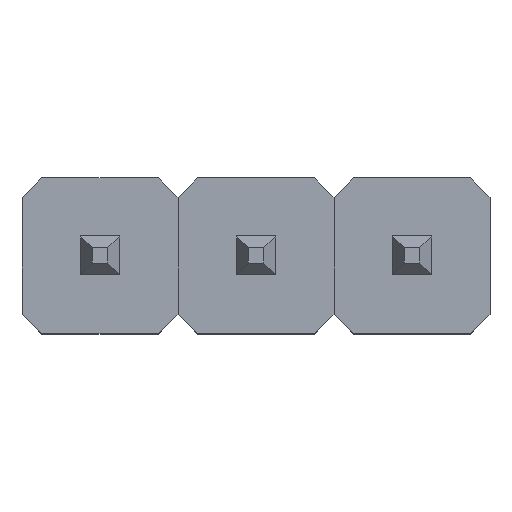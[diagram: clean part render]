
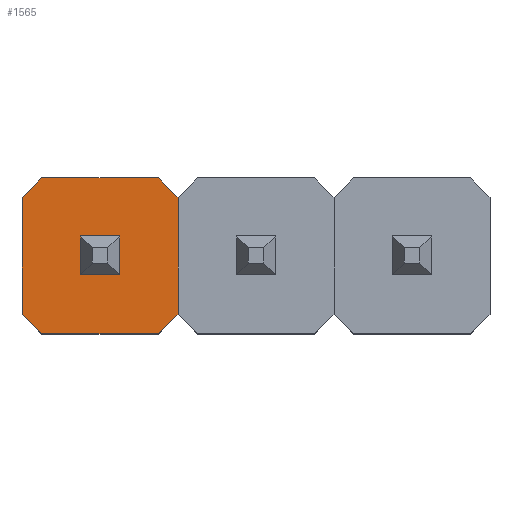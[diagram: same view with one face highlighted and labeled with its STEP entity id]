
A CAD part, top view. The second image highlights one B-rep face of the part: STEP entity #1565.
In plain terms, the highlighted planar face has unit normal (0, 0, 1).
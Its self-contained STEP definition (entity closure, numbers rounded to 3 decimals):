
#16=FACE_BOUND($,#156,.T.);
#59=FACE_OUTER_BOUND($,#155,.T.);
#155=EDGE_LOOP($,(#1124,#1125,#1126,#1127,#1128,#1129,#1130,#1131));
#156=EDGE_LOOP($,(#1132,#1133,#1134,#1135));
#286=LINE($,#2275,#502);
#288=LINE($,#2279,#504);
#289=LINE($,#2281,#505);
#290=LINE($,#2283,#506);
#291=LINE($,#2285,#507);
#292=LINE($,#2287,#508);
#293=LINE($,#2289,#509);
#294=LINE($,#2290,#510);
#295=LINE($,#2293,#511);
#296=LINE($,#2295,#512);
#297=LINE($,#2297,#513);
#298=LINE($,#2298,#514);
#502=VECTOR($,#1859,1.5);
#504=VECTOR($,#1863,0.354);
#505=VECTOR($,#1864,1.5);
#506=VECTOR($,#1865,0.354);
#507=VECTOR($,#1866,1.5);
#508=VECTOR($,#1867,0.354);
#509=VECTOR($,#1868,1.5);
#510=VECTOR($,#1869,0.354);
#511=VECTOR($,#1870,0.43);
#512=VECTOR($,#1871,0.43);
#513=VECTOR($,#1872,0.43);
#514=VECTOR($,#1873,0.43);
#694=VERTEX_POINT($,#2272);
#695=VERTEX_POINT($,#2274);
#696=VERTEX_POINT($,#2278);
#697=VERTEX_POINT($,#2280);
#698=VERTEX_POINT($,#2282);
#699=VERTEX_POINT($,#2284);
#700=VERTEX_POINT($,#2286);
#701=VERTEX_POINT($,#2288);
#702=VERTEX_POINT($,#2291);
#703=VERTEX_POINT($,#2292);
#704=VERTEX_POINT($,#2294);
#705=VERTEX_POINT($,#2296);
#850=EDGE_CURVE($,#695,#694,#286,.T.);
#852=EDGE_CURVE($,#694,#696,#288,.T.);
#853=EDGE_CURVE($,#697,#696,#289,.T.);
#854=EDGE_CURVE($,#697,#698,#290,.T.);
#855=EDGE_CURVE($,#699,#698,#291,.T.);
#856=EDGE_CURVE($,#699,#700,#292,.T.);
#857=EDGE_CURVE($,#701,#700,#293,.T.);
#858=EDGE_CURVE($,#701,#695,#294,.T.);
#859=EDGE_CURVE($,#702,#703,#295,.T.);
#860=EDGE_CURVE($,#704,#702,#296,.T.);
#861=EDGE_CURVE($,#705,#704,#297,.T.);
#862=EDGE_CURVE($,#703,#705,#298,.T.);
#1124=ORIENTED_EDGE($,*,*,#850,.T.);
#1125=ORIENTED_EDGE($,*,*,#852,.T.);
#1126=ORIENTED_EDGE($,*,*,#853,.F.);
#1127=ORIENTED_EDGE($,*,*,#854,.T.);
#1128=ORIENTED_EDGE($,*,*,#855,.F.);
#1129=ORIENTED_EDGE($,*,*,#856,.T.);
#1130=ORIENTED_EDGE($,*,*,#857,.F.);
#1131=ORIENTED_EDGE($,*,*,#858,.T.);
#1132=ORIENTED_EDGE($,*,*,#859,.F.);
#1133=ORIENTED_EDGE($,*,*,#860,.F.);
#1134=ORIENTED_EDGE($,*,*,#861,.F.);
#1135=ORIENTED_EDGE($,*,*,#862,.F.);
#1469=PLANE($,#1674);
#1565=ADVANCED_FACE($,(#59,#16),#1469,.F.);
#1674=AXIS2_PLACEMENT_3D($,#2277,#1861,#1862);
#1859=DIRECTION($,(0.,1.,0.));
#1861=DIRECTION('center_axis',(0.,0.,
-1.));
#1862=DIRECTION('ref_axis',(-1.,0.,0.));
#1863=DIRECTION($,(-0.707,0.707,0.));
#1864=DIRECTION($,(1.,0.,0.));
#1865=DIRECTION($,(-0.707,-0.707,0.));
#1866=DIRECTION($,(0.,1.,0.));
#1867=DIRECTION($,(0.707,-0.707,0.));
#1868=DIRECTION($,(-1.,0.,0.));
#1869=DIRECTION($,(0.707,0.707,0.));
#1870=DIRECTION($,(1.,0.,0.));
#1871=DIRECTION($,(0.,-1.,0.));
#1872=DIRECTION($,(-1.,0.,0.));
#1873=DIRECTION($,(0.,1.,0.));
#2272=CARTESIAN_POINT('',(1.,0.75,1.5));
#2274=CARTESIAN_POINT('',(1.,-0.75,1.5));
#2275=CARTESIAN_POINT($,(1.,-0.5,1.5));
#2277=CARTESIAN_POINT('Origin',(-2.,0.,1.5));
#2278=CARTESIAN_POINT('',(0.75,1.,1.5));
#2279=CARTESIAN_POINT($,(1.,0.75,1.5));
#2280=CARTESIAN_POINT('',(-0.75,1.,1.5));
#2281=CARTESIAN_POINT($,(-0.75,1.,1.5));
#2282=CARTESIAN_POINT('',(-1.,0.75,1.5));
#2283=CARTESIAN_POINT($,(-0.75,1.,1.5));
#2284=CARTESIAN_POINT('',(-1.,-0.75,1.5));
#2285=CARTESIAN_POINT($,(-1.,-0.75,1.5));
#2286=CARTESIAN_POINT('',(-0.75,-1.,1.5));
#2287=CARTESIAN_POINT($,(-1.,-0.75,1.5));
#2288=CARTESIAN_POINT('',(0.75,-1.,1.5));
#2289=CARTESIAN_POINT($,(0.75,-1.,1.5));
#2290=CARTESIAN_POINT($,(0.75,-1.,1.5));
#2291=CARTESIAN_POINT('',(-0.215,-0.215,1.5));
#2292=CARTESIAN_POINT('',(0.215,-0.215,1.5));
#2293=CARTESIAN_POINT($,(-0.215,-0.215,1.5));
#2294=CARTESIAN_POINT('',(-0.215,0.215,1.5));
#2295=CARTESIAN_POINT($,(-0.215,0.215,1.5));
#2296=CARTESIAN_POINT('',(0.215,0.215,1.5));
#2297=CARTESIAN_POINT($,(0.215,0.215,1.5));
#2298=CARTESIAN_POINT($,(0.215,-0.215,1.5));
